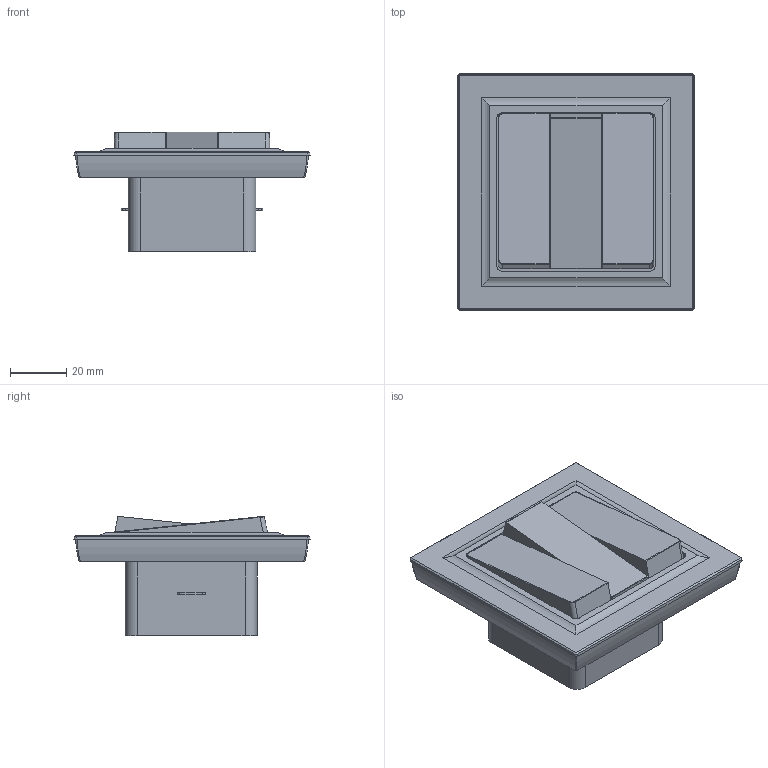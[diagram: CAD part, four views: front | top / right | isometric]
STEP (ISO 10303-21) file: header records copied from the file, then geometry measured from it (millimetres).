
FILE_DESCRIPTION (( 'STEP AP214' ), '1' );
FILE_NAME ('Âûêëþ÷àòåëü 3 êëàâèøíûé.STEP', '2025-03-31T14:17:09', ( '' ), ( '' ), 'SwSTEP 2.0', 'SolidWorks 2022', '' );
FILE_SCHEMA (( 'AUTOMOTIVE_DESIGN' ));
Length unit declared in the file: millimetre
Products named in the file (1): Выключатель 3 клавишный
Bounding box: 84.1 x 84.1 x 42.48 mm (x, y, z)
Volume: 131859.3 mm3; surface area: 27861.5 mm2
Topology: 1 solids, 10 shells, 457 faces, 1239 edges, 820 vertices
Faces by surface type: plane 249, cylinder 180, bspline 24, torus 4
Entity records: 15709 total; most frequent: CARTESIAN_POINT 4168, ORIENTED_EDGE 2490, DIRECTION 2284, EDGE_CURVE 1245, VERTEX_POINT 826, LINE 800, VECTOR 800, AXIS2_PLACEMENT_3D 742
